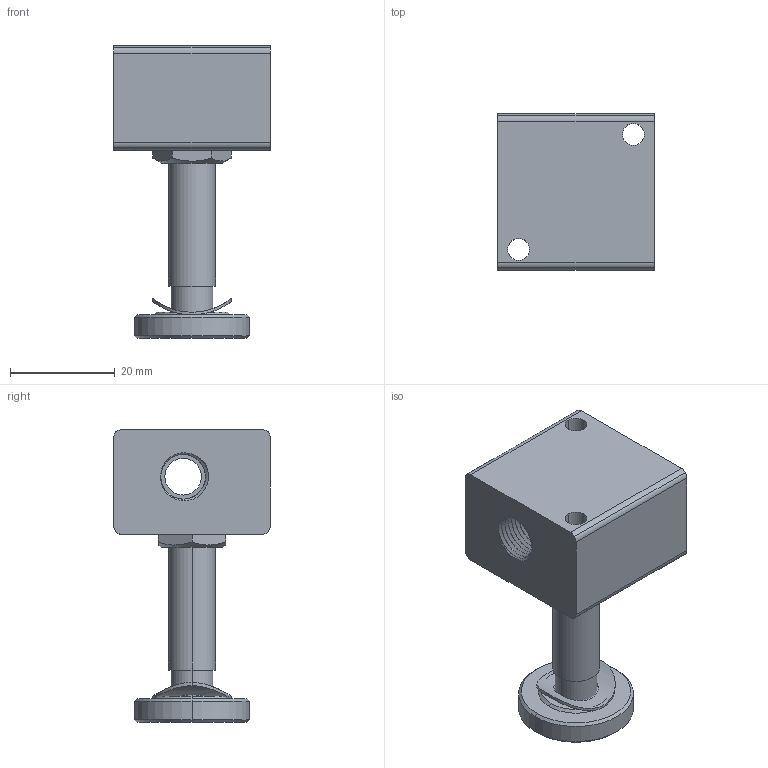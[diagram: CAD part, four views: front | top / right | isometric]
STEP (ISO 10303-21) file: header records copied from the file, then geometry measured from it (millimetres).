
FILE_DESCRIPTION((''),'2;1');
FILE_NAME('00_088_3.stp','2003-01-02T01:01:12',('Branislav Petkovic'),('AZ Pneumatica'),'AutoCAD STEP 2000i','AutoCAD 2000i','Via J. F. Kennedy, 26, 20020 Misinto (MI), ITALY');
FILE_SCHEMA(('CONFIG_CONTROL_DESIGN'));
Length unit declared in the file: millimetre
Products named in the file (6): 00_088_3; PART2; STEZAC; PODLOSKA; 521 LL90; PART1
Assembly tree (3 placements, depth 2):
  00_088_3
    PART2
    STEZAC
    PODLOSKA
  521 LL90
  PART1
Bounding box: 30 x 30 x 56 mm (x, y, z)
Surface area: 8697.6 mm2 (no closed solid volume)
Topology: 0 solids, 4 shells, 231 faces, 578 edges, 361 vertices
Faces by surface type: cylinder 128, plane 55, cone 36, torus 8, bspline 4
Entity records: 13166 total; most frequent: CARTESIAN_POINT 7676, ORIENTED_EDGE 1148, DIRECTION 1021, EDGE_CURVE 574, AXIS2_PLACEMENT_3D 392, VERTEX_POINT 361, EDGE_LOOP 251, VECTOR 237
